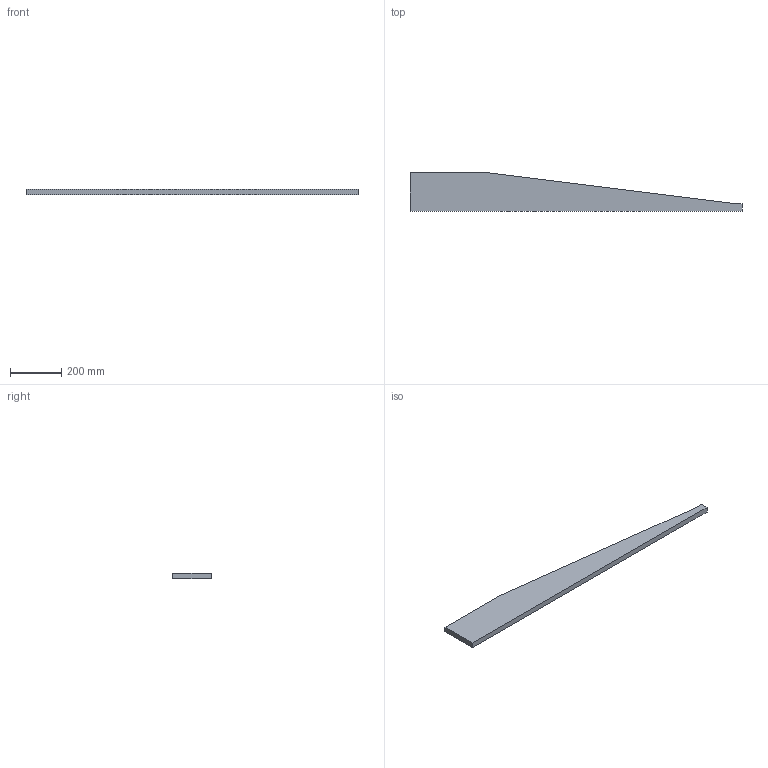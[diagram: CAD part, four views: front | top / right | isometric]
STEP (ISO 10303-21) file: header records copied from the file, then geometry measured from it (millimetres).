
FILE_DESCRIPTION (( 'STEP AP203' ), '1' );
FILE_NAME ('RampeBallon v2_Default_sldprt.STEP', '2017-11-16T18:06:34', ( '' ), ( '' ), 'SwSTEP 2.0', 'SolidWorks 2013', '' );
FILE_SCHEMA (( 'CONFIG_CONTROL_DESIGN' ));
Length unit declared in the file: millimetre
Products named in the file (1): RampeBallon v2_Default_sldprt
Bounding box: 1292 x 150 x 22 mm (x, y, z)
Volume: 2914560 mm3; surface area: 325932 mm2
Topology: 1 solids, 1 shells, 8 faces, 18 edges, 12 vertices
Faces by surface type: plane 8
Entity records: 299 total; most frequent: CARTESIAN_POINT 39, ORIENTED_EDGE 36, DIRECTION 36, EDGE_CURVE 18, VECTOR 18, LINE 18, VERTEX_POINT 12, AXIS2_PLACEMENT_3D 9
